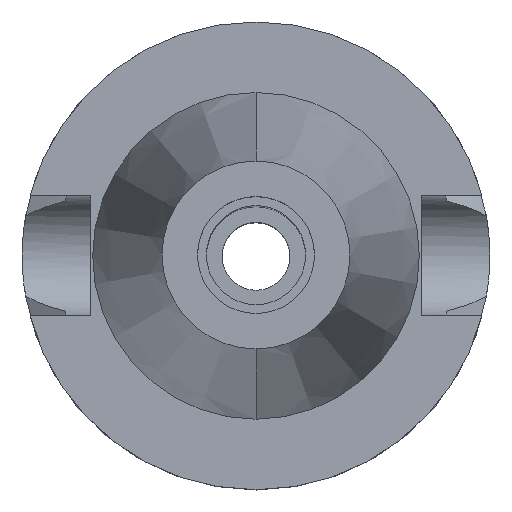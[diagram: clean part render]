
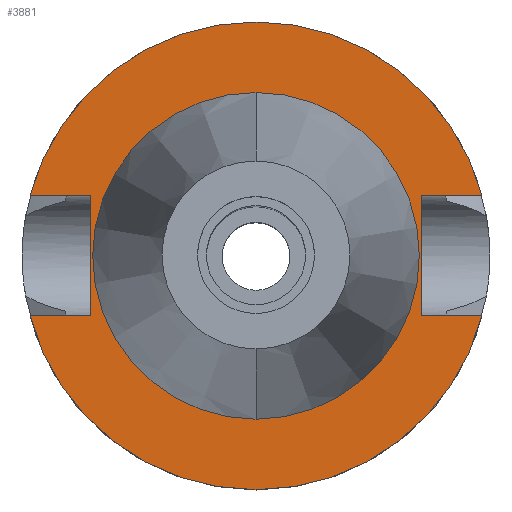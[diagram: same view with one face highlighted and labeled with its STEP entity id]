
A CAD part, top view. The second image highlights one B-rep face of the part: STEP entity #3881.
In plain terms, the highlighted planar face has unit normal (0, 0, 1).
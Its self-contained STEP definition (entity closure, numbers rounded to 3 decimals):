
#1628=DIRECTION('',(1.,0.,0.));
#1629=VECTOR('',#1628,12.921);
#1630=CARTESIAN_POINT('',(35.4,12.85,-1.5));
#1631=LINE('',#1630,#1629);
#1675=DIRECTION('',(0.,1.,0.));
#1676=VECTOR('',#1675,25.7);
#1677=CARTESIAN_POINT('',(-35.4,-12.85,-1.5));
#1678=LINE('',#1677,#1676);
#1682=DIRECTION('',(-1.,0.,0.));
#1683=VECTOR('',#1682,12.921);
#1684=CARTESIAN_POINT('',(-35.4,12.85,-1.5));
#1685=LINE('',#1684,#1683);
#1689=CARTESIAN_POINT('',(0.,0.,-1.5));
#1690=DIRECTION('',(0.,0.,-1.));
#1691=DIRECTION('',(-0.966,0.257,0.));
#1692=AXIS2_PLACEMENT_3D('',#1689,#1690,#1691);
#1697=CARTESIAN_POINT('',(0.,0.,-1.5));
#1698=DIRECTION('',(0.,0.,-1.));
#1699=DIRECTION('',(0.,1.,0.));
#1700=AXIS2_PLACEMENT_3D('',#1697,#1698,#1699);
#1705=DIRECTION('',(0.,-1.,0.));
#1706=VECTOR('',#1705,25.7);
#1707=CARTESIAN_POINT('',(35.4,12.85,-1.5));
#1708=LINE('',#1707,#1706);
#1712=DIRECTION('',(1.,0.,0.));
#1713=VECTOR('',#1712,12.921);
#1714=CARTESIAN_POINT('',(35.4,-12.85,-1.5));
#1715=LINE('',#1714,#1713);
#1719=CARTESIAN_POINT('',(0.,0.,-1.5));
#1720=DIRECTION('',(0.,0.,-1.));
#1721=DIRECTION('',(0.966,-0.257,0.));
#1722=AXIS2_PLACEMENT_3D('',#1719,#1720,#1721);
#1727=CARTESIAN_POINT('',(0.,0.,-1.5));
#1728=DIRECTION('',(0.,0.,-1.));
#1729=DIRECTION('',(0.,-1.,0.));
#1730=AXIS2_PLACEMENT_3D('',#1727,#1728,#1729);
#1735=CARTESIAN_POINT('',(0.,0.,-1.5));
#1736=DIRECTION('',(0.,0.,1.));
#1737=DIRECTION('',(0.,-1.,0.));
#1738=AXIS2_PLACEMENT_3D('',#1735,#1736,#1737);
#1743=CARTESIAN_POINT('',(0.,0.,-1.5));
#1744=DIRECTION('',(0.,0.,1.));
#1745=DIRECTION('',(0.,1.,0.));
#1746=AXIS2_PLACEMENT_3D('',#1743,#1744,#1745);
#1781=DIRECTION('',(-1.,0.,0.));
#1782=VECTOR('',#1781,12.921);
#1783=CARTESIAN_POINT('',(-35.4,-12.85,-1.5));
#1784=LINE('',#1783,#1782);
#2697=CARTESIAN_POINT('',(-35.4,-12.85,-1.5));
#2698=VERTEX_POINT('',#2697);
#2699=CARTESIAN_POINT('',(-48.321,-12.85,-1.5));
#2700=VERTEX_POINT('',#2699);
#2703=CARTESIAN_POINT('',(-35.4,12.85,-1.5));
#2704=VERTEX_POINT('',#2703);
#2705=CARTESIAN_POINT('',(-48.321,12.85,-1.5));
#2706=VERTEX_POINT('',#2705);
#2707=CARTESIAN_POINT('',(0.,50.,-1.5));
#2708=CARTESIAN_POINT('',(48.321,12.85,-1.5));
#2709=VERTEX_POINT('',#2707);
#2710=VERTEX_POINT('',#2708);
#2711=CARTESIAN_POINT('',(35.4,12.85,-1.5));
#2712=VERTEX_POINT('',#2711);
#2713=CARTESIAN_POINT('',(35.4,-12.85,-1.5));
#2714=VERTEX_POINT('',#2713);
#2715=CARTESIAN_POINT('',(48.321,-12.85,-1.5));
#2716=VERTEX_POINT('',#2715);
#2717=CARTESIAN_POINT('',(0.,-50.,-1.5));
#2718=VERTEX_POINT('',#2717);
#2719=CARTESIAN_POINT('',(0.,-34.925,-1.5));
#2720=CARTESIAN_POINT('',(0.,34.925,-1.5));
#2721=VERTEX_POINT('',#2719);
#2722=VERTEX_POINT('',#2720);
#3850=CARTESIAN_POINT('',(0.,0.,-1.5));
#3851=DIRECTION('',(0.,0.,-1.));
#3852=DIRECTION('',(0.,-1.,0.));
#3853=AXIS2_PLACEMENT_3D('',#3850,#3851,#3852);
#3854=PLANE('',#3853);
#3856=ORIENTED_EDGE('',*,*,#3855,.T.);
#3858=ORIENTED_EDGE('',*,*,#3857,.T.);
#3860=ORIENTED_EDGE('',*,*,#3859,.T.);
#3862=ORIENTED_EDGE('',*,*,#3861,.T.);
#3863=ORIENTED_EDGE('',*,*,#3826,.F.);
#3864=ORIENTED_EDGE('',*,*,#3840,.T.);
#3866=ORIENTED_EDGE('',*,*,#3865,.T.);
#3868=ORIENTED_EDGE('',*,*,#3867,.T.);
#3870=ORIENTED_EDGE('',*,*,#3869,.T.);
#3872=ORIENTED_EDGE('',*,*,#3871,.F.);
#3873=EDGE_LOOP('',(#3856,#3858,#3860,#3862,#3863,#3864,#3866,#3868,#3870,
#3872));
#3874=FACE_OUTER_BOUND('',#3873,.F.);
#3876=ORIENTED_EDGE('',*,*,#3875,.T.);
#3878=ORIENTED_EDGE('',*,*,#3877,.T.);
#3879=EDGE_LOOP('',(#3876,#3878));
#3880=FACE_BOUND('',#3879,.F.);
#1693=CIRCLE('',#1692,50.);
#1701=CIRCLE('',#1700,50.);
#1723=CIRCLE('',#1722,50.);
#1731=CIRCLE('',#1730,50.);
#1739=CIRCLE('',#1738,34.925);
#1747=CIRCLE('',#1746,34.925);
#3826=EDGE_CURVE('',#2712,#2710,#1631,.T.);
#3840=EDGE_CURVE('',#2712,#2714,#1708,.T.);
#3855=EDGE_CURVE('',#2698,#2704,#1678,.T.);
#3857=EDGE_CURVE('',#2704,#2706,#1685,.T.);
#3859=EDGE_CURVE('',#2706,#2709,#1693,.T.);
#3861=EDGE_CURVE('',#2709,#2710,#1701,.T.);
#3865=EDGE_CURVE('',#2714,#2716,#1715,.T.);
#3867=EDGE_CURVE('',#2716,#2718,#1723,.T.);
#3869=EDGE_CURVE('',#2718,#2700,#1731,.T.);
#3871=EDGE_CURVE('',#2698,#2700,#1784,.T.);
#3875=EDGE_CURVE('',#2721,#2722,#1739,.T.);
#3877=EDGE_CURVE('',#2722,#2721,#1747,.T.);
#3881=ADVANCED_FACE('',(#3874,#3880),#3854,.F.);
